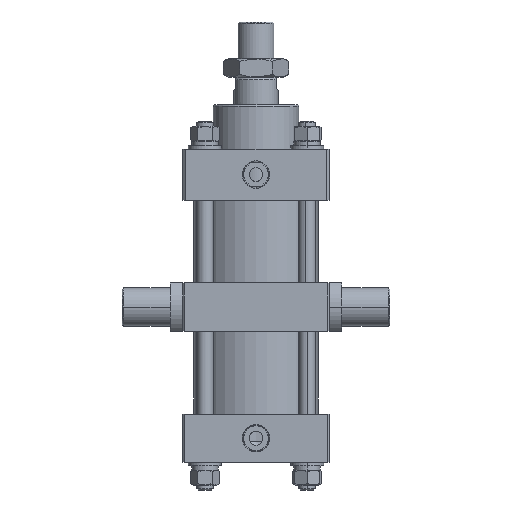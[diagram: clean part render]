
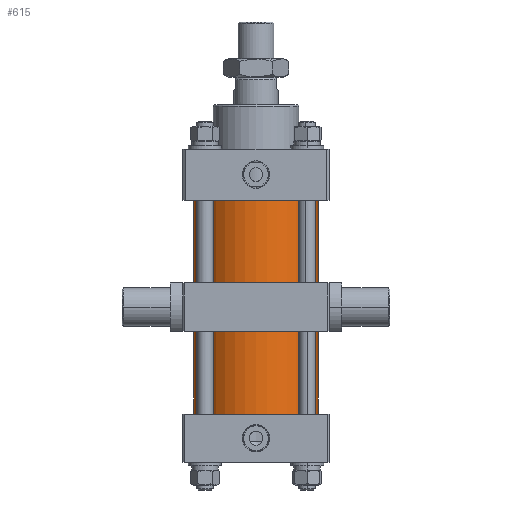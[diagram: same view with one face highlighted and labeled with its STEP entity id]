
A CAD part, front view. The second image highlights one B-rep face of the part: STEP entity #615.
In plain terms, the highlighted cylindrical face has radius 45 mm (diameter 90 mm), a partial arc.
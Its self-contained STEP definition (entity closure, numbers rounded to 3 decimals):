
#615 = ADVANCED_FACE ( 'NONE', ( #905 ), #825, .T. ) ;
#825 = CYLINDRICAL_SURFACE ( 'NONE', #7660, 45. ) ;
#905 = FACE_OUTER_BOUND ( 'NONE', #8946, .T. ) ;
#2173 = CARTESIAN_POINT ( 'NONE',  ( 0., 0., 0. ) ) ;
#2174 = DIRECTION ( 'NONE',  ( 0., 0., 1. ) ) ;
#2175 = DIRECTION ( 'NONE',  ( 1., 0., 0. ) ) ;
#2176 = CARTESIAN_POINT ( 'NONE',  ( 45., 0., 155. ) ) ;
#2177 = DIRECTION ( 'NONE',  ( 0., 0., -1. ) ) ;
#2181 = DIRECTION ( 'NONE',  ( 0., 0., -1. ) ) ;
#2185 = CARTESIAN_POINT ( 'NONE',  ( -45., 0., 155. ) ) ;
#2193 = CARTESIAN_POINT ( 'NONE',  ( 0., 0., 155. ) ) ;
#2194 = DIRECTION ( 'NONE',  ( 0., 0., 1. ) ) ;
#2195 = DIRECTION ( 'NONE',  ( 1., 0., 0. ) ) ;
#2651 = ORIENTED_EDGE ( 'NONE', *, *, #5594, .T. ) ;
#2781 = ORIENTED_EDGE ( 'NONE', *, *, #5600, .T. ) ;
#2859 = ORIENTED_EDGE ( 'NONE', *, *, #5598, .F. ) ;
#2865 = ORIENTED_EDGE ( 'NONE', *, *, #5602, .F. ) ;
#4765 = VECTOR ( 'NONE', #2181, 1000. ) ;
#4773 = LINE ( 'NONE', #2185, #4765 ) ;
#4774 = VECTOR ( 'NONE', #2177, 1000. ) ;
#4775 = CIRCLE ( 'NONE', #7426, 45. ) ;
#4776 = LINE ( 'NONE', #2176, #4774 ) ;
#4780 = CIRCLE ( 'NONE', #7431, 45. ) ;
#5594 = EDGE_CURVE ( 'NONE', #8136, #8191, #4780, .T. ) ;
#5598 = EDGE_CURVE ( 'NONE', #7863, #8191, #4776, .T. ) ;
#5600 = EDGE_CURVE ( 'NONE', #9244, #8136, #4773, .T. ) ;
#5602 = EDGE_CURVE ( 'NONE', #9244, #7863, #4775, .T. ) ;
#5966 = DIRECTION ( 'NONE',  ( -1., 0., 0. ) ) ;
#5970 = DIRECTION ( 'NONE',  ( 0., 0., -1. ) ) ;
#5972 = CARTESIAN_POINT ( 'NONE',  ( 0., 0., 155. ) ) ;
#6556 = CARTESIAN_POINT ( 'NONE',  ( 45., 0., 155. ) ) ;
#6610 = CARTESIAN_POINT ( 'NONE',  ( -45., 0., 0. ) ) ;
#6658 = CARTESIAN_POINT ( 'NONE',  ( 45., 0., 0. ) ) ;
#6893 = CARTESIAN_POINT ( 'NONE',  ( -45., 0., 155. ) ) ;
#7426 = AXIS2_PLACEMENT_3D ( 'NONE', #2193, #2194, #2195 ) ;
#7431 = AXIS2_PLACEMENT_3D ( 'NONE', #2173, #2174, #2175 ) ;
#7660 = AXIS2_PLACEMENT_3D ( 'NONE', #5972, #5970, #5966 ) ;
#7863 = VERTEX_POINT ( 'NONE', #6556 ) ;
#8136 = VERTEX_POINT ( 'NONE', #6610 ) ;
#8191 = VERTEX_POINT ( 'NONE', #6658 ) ;
#8946 = EDGE_LOOP ( 'NONE', ( #2859, #2865, #2781, #2651 ) ) ;
#9244 = VERTEX_POINT ( 'NONE', #6893 ) ;
